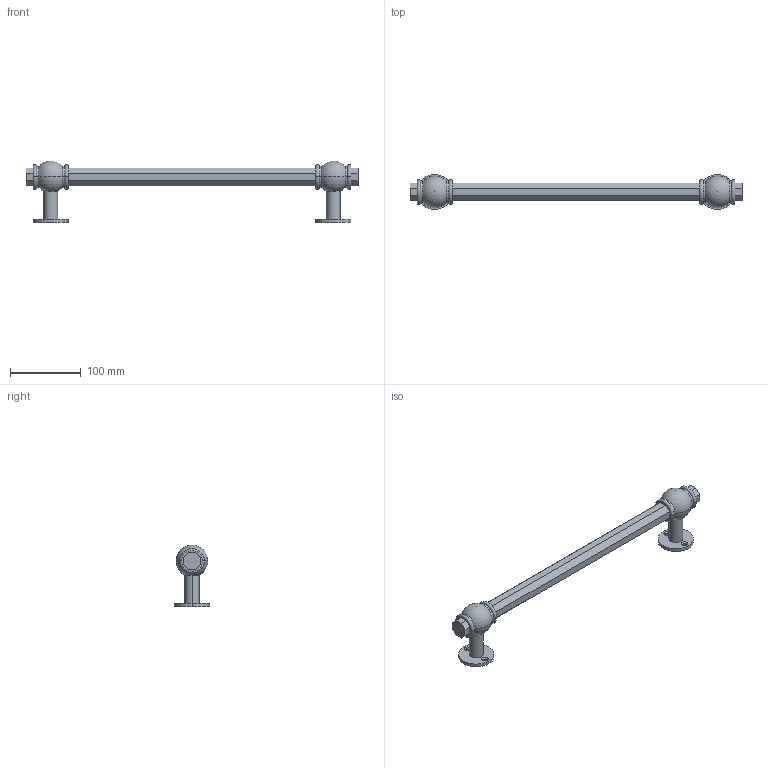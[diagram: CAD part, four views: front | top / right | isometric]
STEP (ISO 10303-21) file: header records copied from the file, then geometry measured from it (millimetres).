
FILE_DESCRIPTION (( 'STEP AP214' ), '1' );
FILE_NAME ('Towel Rail.STEP', '2019-06-06T15:22:48', ( '' ), ( '' ), 'SwSTEP 2.0', 'SolidWorks 2019', '' );
FILE_SCHEMA (( 'AUTOMOTIVE_DESIGN' ));
Length unit declared in the file: millimetre
Products named in the file (1): Towel Rail
Bounding box: 470 x 50 x 87.5 mm (x, y, z)
Volume: 349105.3 mm3; surface area: 59664.6 mm2
Topology: 1 solids, 1 shells, 78 faces, 194 edges, 122 vertices
Faces by surface type: plane 34, cylinder 24, cone 8, torus 8, sphere 4
Entity records: 2298 total; most frequent: DIRECTION 422, CARTESIAN_POINT 379, ORIENTED_EDGE 368, EDGE_CURVE 184, AXIS2_PLACEMENT_3D 159, VERTEX_POINT 116, LINE 104, VECTOR 104
